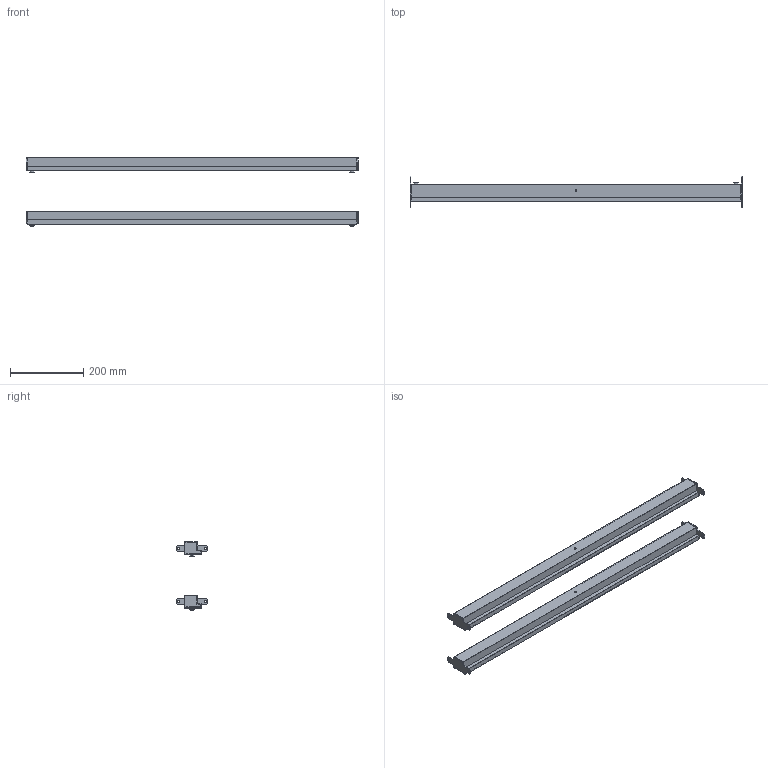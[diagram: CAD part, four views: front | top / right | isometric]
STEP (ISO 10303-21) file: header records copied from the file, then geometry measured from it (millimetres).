
FILE_DESCRIPTION (( 'STEP AP203' ), '1' );
FILE_NAME ('FO-00-PRHV-100 FORMAT Ïðîôèëü ãîðèçîíò. âñòðîåí. îòñåêà 1000 (2øò_óïàê) IEK.STEP', '2024-08-03T12:34:41', ( '' ), ( '' ), 'SwSTEP 2.0', 'SolidWorks 2022', '' );
FILE_SCHEMA (( 'CONFIG_CONTROL_DESIGN' ));
Length unit declared in the file: millimetre
Products named in the file (1): FO-00-PRHV-100 FORMAT Профиль горизонт. встроен. отсека 1000 (2шт_упак) IEK
Bounding box: 908 x 87 x 186.5 mm (x, y, z)
Volume: 432536.2 mm3; surface area: 570838.6 mm2
Topology: 6 solids, 6 shells, 1284 faces, 3712 edges, 2464 vertices
Faces by surface type: plane 824, cylinder 428, cone 32
Entity records: 43463 total; most frequent: CARTESIAN_POINT 7461, ORIENTED_EDGE 7424, DIRECTION 7170, EDGE_CURVE 3712, LINE 2824, VECTOR 2824, VERTEX_POINT 2464, AXIS2_PLACEMENT_3D 2173
